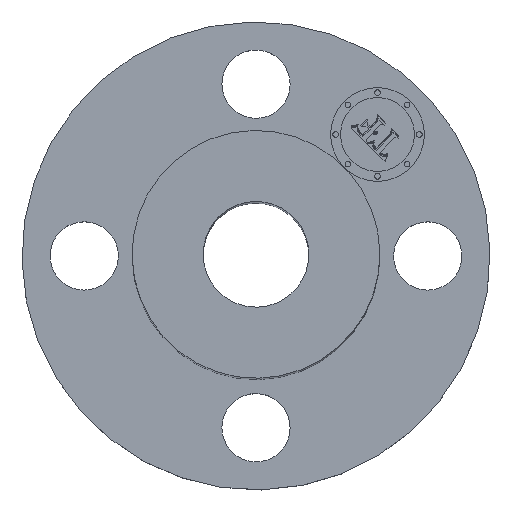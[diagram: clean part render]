
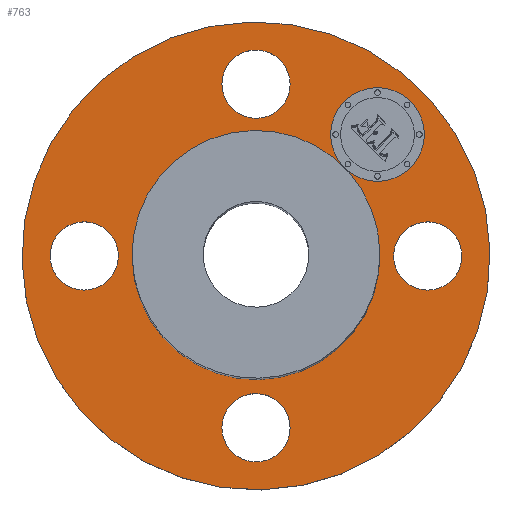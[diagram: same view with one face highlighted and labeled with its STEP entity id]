
A CAD part, top view. The second image highlights one B-rep face of the part: STEP entity #763.
In plain terms, the highlighted planar face has unit normal (0, 0, 1).
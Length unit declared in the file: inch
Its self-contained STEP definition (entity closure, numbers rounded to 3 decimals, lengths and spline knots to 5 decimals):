
#51=AXIS2_PLACEMENT_3D('Circle Axis2P3D',#49,#50,$) ;
#182=AXIS2_PLACEMENT_3D('Circle Axis2P3D',#180,#181,$) ;
#206=AXIS2_PLACEMENT_3D('Circle Axis2P3D',#204,#205,$) ;
#225=AXIS2_PLACEMENT_3D('Circle Axis2P3D',#223,#224,$) ;
#242=AXIS2_PLACEMENT_3D('Circle Axis2P3D',#240,#241,$) ;
#277=AXIS2_PLACEMENT_3D('Circle Axis2P3D',#275,#276,$) ;
#601=AXIS2_PLACEMENT_3D('Circle Axis2P3D',#599,#600,$) ;
#620=AXIS2_PLACEMENT_3D('Circle Axis2P3D',#618,#619,$) ;
#644=AXIS2_PLACEMENT_3D('Circle Axis2P3D',#642,#643,$) ;
#663=AXIS2_PLACEMENT_3D('Circle Axis2P3D',#661,#662,$) ;
#687=AXIS2_PLACEMENT_3D('Circle Axis2P3D',#685,#686,$) ;
#706=AXIS2_PLACEMENT_3D('Circle Axis2P3D',#704,#705,$) ;
#719=AXIS2_PLACEMENT_3D('Plane Axis2P3D',#716,#717,#718) ;
#747=AXIS2_PLACEMENT_3D('Circle Axis2P3D',#745,#746,$) ;
#756=AXIS2_PLACEMENT_3D('Circle Axis2P3D',#754,#755,$) ;
#44=CARTESIAN_POINT('Vertex',(1.28795,-0.14862,0.4975)) ;
#49=CARTESIAN_POINT('Axis2P3D Location',(1.56,0.,0.4975)) ;
#53=CARTESIAN_POINT('Vertex',(1.83205,0.14862,0.4975)) ;
#180=CARTESIAN_POINT('Axis2P3D Location',(1.56,0.,0.4975)) ;
#201=CARTESIAN_POINT('Vertex',(-1.01878,-1.86486,0.4975)) ;
#204=CARTESIAN_POINT('Axis2P3D Location',(0.,0.,0.4975)) ;
#208=CARTESIAN_POINT('Vertex',(1.01878,1.86486,0.4975)) ;
#223=CARTESIAN_POINT('Axis2P3D Location',(0.,0.,0.4975)) ;
#240=CARTESIAN_POINT('Axis2P3D Location',(0.,0.,0.4975)) ;
#244=CARTESIAN_POINT('Vertex',(0.47223,0.86442,0.4975)) ;
#246=CARTESIAN_POINT('Vertex',(-0.47223,-0.86442,0.4975)) ;
#275=CARTESIAN_POINT('Axis2P3D Location',(0.,0.,0.4975)) ;
#596=CARTESIAN_POINT('Vertex',(-0.14862,-1.28795,0.4975)) ;
#599=CARTESIAN_POINT('Axis2P3D Location',(0.,-1.56,0.4975)) ;
#603=CARTESIAN_POINT('Vertex',(0.14862,-1.83205,0.4975)) ;
#618=CARTESIAN_POINT('Axis2P3D Location',(0.,-1.56,0.4975)) ;
#639=CARTESIAN_POINT('Vertex',(-1.28795,0.14862,0.4975)) ;
#642=CARTESIAN_POINT('Axis2P3D Location',(-1.56,0.,0.4975)) ;
#646=CARTESIAN_POINT('Vertex',(-1.83205,-0.14862,0.4975)) ;
#661=CARTESIAN_POINT('Axis2P3D Location',(-1.56,0.,0.4975)) ;
#682=CARTESIAN_POINT('Vertex',(0.14862,1.28795,0.4975)) ;
#685=CARTESIAN_POINT('Axis2P3D Location',(0.,1.56,0.4975)) ;
#689=CARTESIAN_POINT('Vertex',(-0.14862,1.83205,0.4975)) ;
#704=CARTESIAN_POINT('Axis2P3D Location',(0.,1.56,0.4975)) ;
#716=CARTESIAN_POINT('Axis2P3D Location',(0.,2.125,0.4975)) ;
#745=CARTESIAN_POINT('Axis2P3D Location',(1.10309,1.10309,0.4975)) ;
#749=CARTESIAN_POINT('Vertex',(1.40361,0.80257,0.4975)) ;
#751=CARTESIAN_POINT('Vertex',(0.80257,1.40361,0.4975)) ;
#754=CARTESIAN_POINT('Axis2P3D Location',(1.10309,1.10309,0.4975)) ;
#50=DIRECTION('Axis2P3D Direction',(0.,-0.,0.039)) ;
#181=DIRECTION('Axis2P3D Direction',(0.,-0.,0.039)) ;
#205=DIRECTION('Axis2P3D Direction',(0.,0.,-0.039)) ;
#224=DIRECTION('Axis2P3D Direction',(0.,0.,-0.039)) ;
#241=DIRECTION('Axis2P3D Direction',(0.,0.,-0.039)) ;
#276=DIRECTION('Axis2P3D Direction',(0.,0.,-0.039)) ;
#600=DIRECTION('Axis2P3D Direction',(-0.,0.,0.039)) ;
#619=DIRECTION('Axis2P3D Direction',(-0.,0.,0.039)) ;
#643=DIRECTION('Axis2P3D Direction',(0.,0.,0.039)) ;
#662=DIRECTION('Axis2P3D Direction',(0.,0.,0.039)) ;
#686=DIRECTION('Axis2P3D Direction',(0.,0.,0.039)) ;
#705=DIRECTION('Axis2P3D Direction',(0.,0.,0.039)) ;
#717=DIRECTION('Axis2P3D Direction',(0.,0.,-0.039)) ;
#718=DIRECTION('Axis2P3D XDirection',(0.039,0.,0.)) ;
#746=DIRECTION('Axis2P3D Direction',(0.,0.,-0.039)) ;
#755=DIRECTION('Axis2P3D Direction',(0.,0.,-0.039)) ;
#722=ORIENTED_EDGE('',*,*,#227,.F.) ;
#723=ORIENTED_EDGE('',*,*,#210,.F.) ;
#726=ORIENTED_EDGE('',*,*,#55,.T.) ;
#727=ORIENTED_EDGE('',*,*,#184,.T.) ;
#730=ORIENTED_EDGE('',*,*,#279,.T.) ;
#731=ORIENTED_EDGE('',*,*,#248,.T.) ;
#734=ORIENTED_EDGE('',*,*,#622,.T.) ;
#735=ORIENTED_EDGE('',*,*,#605,.T.) ;
#738=ORIENTED_EDGE('',*,*,#665,.T.) ;
#739=ORIENTED_EDGE('',*,*,#648,.T.) ;
#742=ORIENTED_EDGE('',*,*,#708,.T.) ;
#743=ORIENTED_EDGE('',*,*,#691,.T.) ;
#760=ORIENTED_EDGE('',*,*,#753,.F.) ;
#761=ORIENTED_EDGE('',*,*,#758,.F.) ;
#728=FACE_BOUND('',#725,.T.) ;
#732=FACE_BOUND('',#729,.T.) ;
#736=FACE_BOUND('',#733,.T.) ;
#740=FACE_BOUND('',#737,.T.) ;
#744=FACE_BOUND('',#741,.T.) ;
#762=FACE_BOUND('',#759,.T.) ;
#763=ADVANCED_FACE('PartBody',(#724,#728,#732,#736,#740,#744,#762),#720,.F.) ;
#52=CIRCLE('generated circle',#51,0.31) ;
#183=CIRCLE('generated circle',#182,0.31) ;
#207=CIRCLE('generated circle',#206,2.125) ;
#226=CIRCLE('generated circle',#225,2.125) ;
#243=CIRCLE('generated circle',#242,0.985) ;
#278=CIRCLE('generated circle',#277,0.985) ;
#602=CIRCLE('generated circle',#601,0.31) ;
#621=CIRCLE('generated circle',#620,0.31) ;
#645=CIRCLE('generated circle',#644,0.31) ;
#664=CIRCLE('generated circle',#663,0.31) ;
#688=CIRCLE('generated circle',#687,0.31) ;
#707=CIRCLE('generated circle',#706,0.31) ;
#748=CIRCLE('generated circle',#747,0.425) ;
#757=CIRCLE('generated circle',#756,0.425) ;
#55=EDGE_CURVE('',#54,#45,#52,.F.) ;
#184=EDGE_CURVE('',#45,#54,#183,.F.) ;
#210=EDGE_CURVE('',#202,#209,#207,.T.) ;
#227=EDGE_CURVE('',#209,#202,#226,.T.) ;
#248=EDGE_CURVE('',#245,#247,#243,.T.) ;
#279=EDGE_CURVE('',#247,#245,#278,.T.) ;
#605=EDGE_CURVE('',#604,#597,#602,.F.) ;
#622=EDGE_CURVE('',#597,#604,#621,.F.) ;
#648=EDGE_CURVE('',#647,#640,#645,.F.) ;
#665=EDGE_CURVE('',#640,#647,#664,.F.) ;
#691=EDGE_CURVE('',#690,#683,#688,.F.) ;
#708=EDGE_CURVE('',#683,#690,#707,.F.) ;
#753=EDGE_CURVE('',#750,#752,#748,.F.) ;
#758=EDGE_CURVE('',#752,#750,#757,.F.) ;
#721=EDGE_LOOP('',(#722,#723)) ;
#725=EDGE_LOOP('',(#726,#727)) ;
#729=EDGE_LOOP('',(#730,#731)) ;
#733=EDGE_LOOP('',(#734,#735)) ;
#737=EDGE_LOOP('',(#738,#739)) ;
#741=EDGE_LOOP('',(#742,#743)) ;
#759=EDGE_LOOP('',(#760,#761)) ;
#724=FACE_OUTER_BOUND('',#721,.T.) ;
#720=PLANE('',#719) ;
#45=VERTEX_POINT('',#44) ;
#54=VERTEX_POINT('',#53) ;
#202=VERTEX_POINT('',#201) ;
#209=VERTEX_POINT('',#208) ;
#245=VERTEX_POINT('',#244) ;
#247=VERTEX_POINT('',#246) ;
#597=VERTEX_POINT('',#596) ;
#604=VERTEX_POINT('',#603) ;
#640=VERTEX_POINT('',#639) ;
#647=VERTEX_POINT('',#646) ;
#683=VERTEX_POINT('',#682) ;
#690=VERTEX_POINT('',#689) ;
#750=VERTEX_POINT('',#749) ;
#752=VERTEX_POINT('',#751) ;
